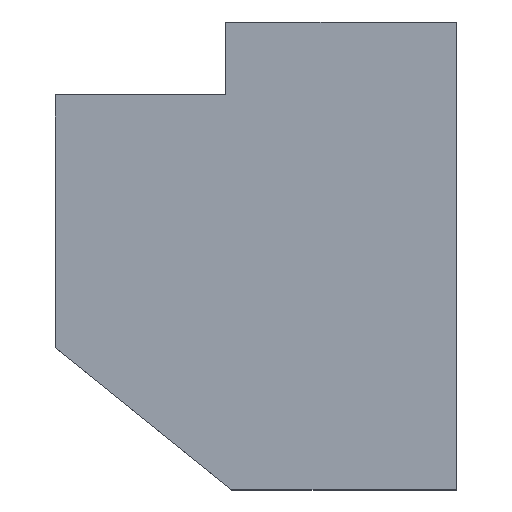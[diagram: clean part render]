
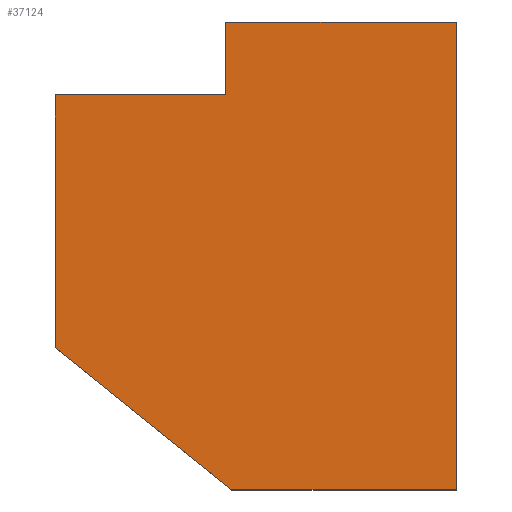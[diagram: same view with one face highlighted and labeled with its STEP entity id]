
A CAD part, top view. The second image highlights one B-rep face of the part: STEP entity #37124.
In plain terms, the highlighted planar face has unit normal (0, 0, 1).
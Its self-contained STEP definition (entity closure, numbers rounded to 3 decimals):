
#36579 = VERTEX_POINT('',#36580);
#36580 = CARTESIAN_POINT('',(85.5,-64.75,0.78));
#36587 = PLANE('',#36588);
#36588 = AXIS2_PLACEMENT_3D('',#36589,#36590,#36591);
#36589 = CARTESIAN_POINT('',(85.5,-64.75,0.));
#36590 = DIRECTION('',(0.,-1.,0.));
#36591 = DIRECTION('',(-1.,0.,0.));
#36599 = PLANE('',#36600);
#36600 = AXIS2_PLACEMENT_3D('',#36601,#36602,#36603);
#36601 = CARTESIAN_POINT('',(85.5,-45.5,0.));
#36602 = DIRECTION('',(1.,0.,-0.));
#36603 = DIRECTION('',(0.,-1.,0.));
#36611 = EDGE_CURVE('',#36579,#36612,#36614,.T.);
#36612 = VERTEX_POINT('',#36613);
#36613 = CARTESIAN_POINT('',(76.25,-64.75,0.78));
#36614 = SURFACE_CURVE('',#36615,(#36619,#36626),.PCURVE_S1.);
#36615 = LINE('',#36616,#36617);
#36616 = CARTESIAN_POINT('',(85.5,-64.75,0.78));
#36617 = VECTOR('',#36618,1.);
#36618 = DIRECTION('',(-1.,0.,0.));
#36619 = PCURVE('',#36587,#36620);
#36620 = DEFINITIONAL_REPRESENTATION('',(#36621),#36625);
#36621 = LINE('',#36622,#36623);
#36622 = CARTESIAN_POINT('',(0.,-0.78));
#36623 = VECTOR('',#36624,1.);
#36624 = DIRECTION('',(1.,0.));
#36625 = ( GEOMETRIC_REPRESENTATION_CONTEXT(2) 
PARAMETRIC_REPRESENTATION_CONTEXT() REPRESENTATION_CONTEXT('2D SPACE',''
  ) );
#36626 = PCURVE('',#36627,#36632);
#36627 = PLANE('',#36628);
#36628 = AXIS2_PLACEMENT_3D('',#36629,#36630,#36631);
#36629 = CARTESIAN_POINT('',(78.132,-54.748,0.78));
#36630 = DIRECTION('',(-0.,-0.,-1.));
#36631 = DIRECTION('',(-1.,0.,0.));
#36632 = DEFINITIONAL_REPRESENTATION('',(#36633),#36637);
#36633 = LINE('',#36634,#36635);
#36634 = CARTESIAN_POINT('',(-7.368,-10.002));
#36635 = VECTOR('',#36636,1.);
#36636 = DIRECTION('',(1.,0.));
#36637 = ( GEOMETRIC_REPRESENTATION_CONTEXT(2) 
PARAMETRIC_REPRESENTATION_CONTEXT() REPRESENTATION_CONTEXT('2D SPACE',''
  ) );
#36655 = PLANE('',#36656);
#36656 = AXIS2_PLACEMENT_3D('',#36657,#36658,#36659);
#36657 = CARTESIAN_POINT('',(76.25,-64.75,0.));
#36658 = DIRECTION('',(-0.628,-0.778,0.));
#36659 = DIRECTION('',(-0.778,0.628,0.));
#36697 = EDGE_CURVE('',#36612,#36698,#36700,.T.);
#36698 = VERTEX_POINT('',#36699);
#36699 = CARTESIAN_POINT('',(69.,-58.9,0.78));
#36700 = SURFACE_CURVE('',#36701,(#36705,#36712),.PCURVE_S1.);
#36701 = LINE('',#36702,#36703);
#36702 = CARTESIAN_POINT('',(76.25,-64.75,0.78));
#36703 = VECTOR('',#36704,1.);
#36704 = DIRECTION('',(-0.778,0.628,0.));
#36705 = PCURVE('',#36655,#36706);
#36706 = DEFINITIONAL_REPRESENTATION('',(#36707),#36711);
#36707 = LINE('',#36708,#36709);
#36708 = CARTESIAN_POINT('',(0.,-0.78));
#36709 = VECTOR('',#36710,1.);
#36710 = DIRECTION('',(1.,0.));
#36711 = ( GEOMETRIC_REPRESENTATION_CONTEXT(2) 
PARAMETRIC_REPRESENTATION_CONTEXT() REPRESENTATION_CONTEXT('2D SPACE',''
  ) );
#36712 = PCURVE('',#36627,#36713);
#36713 = DEFINITIONAL_REPRESENTATION('',(#36714),#36718);
#36714 = LINE('',#36715,#36716);
#36715 = CARTESIAN_POINT('',(1.882,-10.002));
#36716 = VECTOR('',#36717,1.);
#36717 = DIRECTION('',(0.778,0.628));
#36718 = ( GEOMETRIC_REPRESENTATION_CONTEXT(2) 
PARAMETRIC_REPRESENTATION_CONTEXT() REPRESENTATION_CONTEXT('2D SPACE',''
  ) );
#36736 = PLANE('',#36737);
#36737 = AXIS2_PLACEMENT_3D('',#36738,#36739,#36740);
#36738 = CARTESIAN_POINT('',(69.,-58.9,0.));
#36739 = DIRECTION('',(-1.,0.,0.));
#36740 = DIRECTION('',(0.,1.,0.));
#36773 = EDGE_CURVE('',#36698,#36774,#36776,.T.);
#36774 = VERTEX_POINT('',#36775);
#36775 = CARTESIAN_POINT('',(69.,-48.5,0.78));
#36776 = SURFACE_CURVE('',#36777,(#36781,#36788),.PCURVE_S1.);
#36777 = LINE('',#36778,#36779);
#36778 = CARTESIAN_POINT('',(69.,-58.9,0.78));
#36779 = VECTOR('',#36780,1.);
#36780 = DIRECTION('',(0.,1.,0.));
#36781 = PCURVE('',#36736,#36782);
#36782 = DEFINITIONAL_REPRESENTATION('',(#36783),#36787);
#36783 = LINE('',#36784,#36785);
#36784 = CARTESIAN_POINT('',(0.,-0.78));
#36785 = VECTOR('',#36786,1.);
#36786 = DIRECTION('',(1.,0.));
#36787 = ( GEOMETRIC_REPRESENTATION_CONTEXT(2) 
PARAMETRIC_REPRESENTATION_CONTEXT() REPRESENTATION_CONTEXT('2D SPACE',''
  ) );
#36788 = PCURVE('',#36627,#36789);
#36789 = DEFINITIONAL_REPRESENTATION('',(#36790),#36794);
#36790 = LINE('',#36791,#36792);
#36791 = CARTESIAN_POINT('',(9.132,-4.152));
#36792 = VECTOR('',#36793,1.);
#36793 = DIRECTION('',(0.,1.));
#36794 = ( GEOMETRIC_REPRESENTATION_CONTEXT(2) 
PARAMETRIC_REPRESENTATION_CONTEXT() REPRESENTATION_CONTEXT('2D SPACE',''
  ) );
#36812 = PLANE('',#36813);
#36813 = AXIS2_PLACEMENT_3D('',#36814,#36815,#36816);
#36814 = CARTESIAN_POINT('',(69.,-48.5,0.));
#36815 = DIRECTION('',(0.,1.,0.));
#36816 = DIRECTION('',(1.,0.,0.));
#36849 = EDGE_CURVE('',#36774,#36850,#36852,.T.);
#36850 = VERTEX_POINT('',#36851);
#36851 = CARTESIAN_POINT('',(76.,-48.5,0.78));
#36852 = SURFACE_CURVE('',#36853,(#36857,#36864),.PCURVE_S1.);
#36853 = LINE('',#36854,#36855);
#36854 = CARTESIAN_POINT('',(69.,-48.5,0.78));
#36855 = VECTOR('',#36856,1.);
#36856 = DIRECTION('',(1.,0.,0.));
#36857 = PCURVE('',#36812,#36858);
#36858 = DEFINITIONAL_REPRESENTATION('',(#36859),#36863);
#36859 = LINE('',#36860,#36861);
#36860 = CARTESIAN_POINT('',(0.,-0.78));
#36861 = VECTOR('',#36862,1.);
#36862 = DIRECTION('',(1.,0.));
#36863 = ( GEOMETRIC_REPRESENTATION_CONTEXT(2) 
PARAMETRIC_REPRESENTATION_CONTEXT() REPRESENTATION_CONTEXT('2D SPACE',''
  ) );
#36864 = PCURVE('',#36627,#36865);
#36865 = DEFINITIONAL_REPRESENTATION('',(#36866),#36870);
#36866 = LINE('',#36867,#36868);
#36867 = CARTESIAN_POINT('',(9.132,6.248));
#36868 = VECTOR('',#36869,1.);
#36869 = DIRECTION('',(-1.,0.));
#36870 = ( GEOMETRIC_REPRESENTATION_CONTEXT(2) 
PARAMETRIC_REPRESENTATION_CONTEXT() REPRESENTATION_CONTEXT('2D SPACE',''
  ) );
#36888 = PLANE('',#36889);
#36889 = AXIS2_PLACEMENT_3D('',#36890,#36891,#36892);
#36890 = CARTESIAN_POINT('',(76.,-48.5,0.));
#36891 = DIRECTION('',(-1.,0.,0.));
#36892 = DIRECTION('',(0.,1.,0.));
#36925 = EDGE_CURVE('',#36850,#36926,#36928,.T.);
#36926 = VERTEX_POINT('',#36927);
#36927 = CARTESIAN_POINT('',(76.,-45.5,0.78));
#36928 = SURFACE_CURVE('',#36929,(#36933,#36940),.PCURVE_S1.);
#36929 = LINE('',#36930,#36931);
#36930 = CARTESIAN_POINT('',(76.,-48.5,0.78));
#36931 = VECTOR('',#36932,1.);
#36932 = DIRECTION('',(0.,1.,0.));
#36933 = PCURVE('',#36888,#36934);
#36934 = DEFINITIONAL_REPRESENTATION('',(#36935),#36939);
#36935 = LINE('',#36936,#36937);
#36936 = CARTESIAN_POINT('',(0.,-0.78));
#36937 = VECTOR('',#36938,1.);
#36938 = DIRECTION('',(1.,0.));
#36939 = ( GEOMETRIC_REPRESENTATION_CONTEXT(2) 
PARAMETRIC_REPRESENTATION_CONTEXT() REPRESENTATION_CONTEXT('2D SPACE',''
  ) );
#36940 = PCURVE('',#36627,#36941);
#36941 = DEFINITIONAL_REPRESENTATION('',(#36942),#36946);
#36942 = LINE('',#36943,#36944);
#36943 = CARTESIAN_POINT('',(2.132,6.248));
#36944 = VECTOR('',#36945,1.);
#36945 = DIRECTION('',(0.,1.));
#36946 = ( GEOMETRIC_REPRESENTATION_CONTEXT(2) 
PARAMETRIC_REPRESENTATION_CONTEXT() REPRESENTATION_CONTEXT('2D SPACE',''
  ) );
#36964 = PLANE('',#36965);
#36965 = AXIS2_PLACEMENT_3D('',#36966,#36967,#36968);
#36966 = CARTESIAN_POINT('',(76.,-45.5,0.));
#36967 = DIRECTION('',(0.,1.,0.));
#36968 = DIRECTION('',(1.,0.,0.));
#37001 = EDGE_CURVE('',#36926,#37002,#37004,.T.);
#37002 = VERTEX_POINT('',#37003);
#37003 = CARTESIAN_POINT('',(85.5,-45.5,0.78));
#37004 = SURFACE_CURVE('',#37005,(#37009,#37016),.PCURVE_S1.);
#37005 = LINE('',#37006,#37007);
#37006 = CARTESIAN_POINT('',(76.,-45.5,0.78));
#37007 = VECTOR('',#37008,1.);
#37008 = DIRECTION('',(1.,0.,0.));
#37009 = PCURVE('',#36964,#37010);
#37010 = DEFINITIONAL_REPRESENTATION('',(#37011),#37015);
#37011 = LINE('',#37012,#37013);
#37012 = CARTESIAN_POINT('',(0.,-0.78));
#37013 = VECTOR('',#37014,1.);
#37014 = DIRECTION('',(1.,0.));
#37015 = ( GEOMETRIC_REPRESENTATION_CONTEXT(2) 
PARAMETRIC_REPRESENTATION_CONTEXT() REPRESENTATION_CONTEXT('2D SPACE',''
  ) );
#37016 = PCURVE('',#36627,#37017);
#37017 = DEFINITIONAL_REPRESENTATION('',(#37018),#37022);
#37018 = LINE('',#37019,#37020);
#37019 = CARTESIAN_POINT('',(2.132,9.248));
#37020 = VECTOR('',#37021,1.);
#37021 = DIRECTION('',(-1.,0.));
#37022 = ( GEOMETRIC_REPRESENTATION_CONTEXT(2) 
PARAMETRIC_REPRESENTATION_CONTEXT() REPRESENTATION_CONTEXT('2D SPACE',''
  ) );
#37072 = EDGE_CURVE('',#37002,#36579,#37073,.T.);
#37073 = SURFACE_CURVE('',#37074,(#37078,#37085),.PCURVE_S1.);
#37074 = LINE('',#37075,#37076);
#37075 = CARTESIAN_POINT('',(85.5,-45.5,0.78));
#37076 = VECTOR('',#37077,1.);
#37077 = DIRECTION('',(0.,-1.,0.));
#37078 = PCURVE('',#36599,#37079);
#37079 = DEFINITIONAL_REPRESENTATION('',(#37080),#37084);
#37080 = LINE('',#37081,#37082);
#37081 = CARTESIAN_POINT('',(0.,-0.78));
#37082 = VECTOR('',#37083,1.);
#37083 = DIRECTION('',(1.,0.));
#37084 = ( GEOMETRIC_REPRESENTATION_CONTEXT(2) 
PARAMETRIC_REPRESENTATION_CONTEXT() REPRESENTATION_CONTEXT('2D SPACE',''
  ) );
#37085 = PCURVE('',#36627,#37086);
#37086 = DEFINITIONAL_REPRESENTATION('',(#37087),#37091);
#37087 = LINE('',#37088,#37089);
#37088 = CARTESIAN_POINT('',(-7.368,9.248));
#37089 = VECTOR('',#37090,1.);
#37090 = DIRECTION('',(0.,-1.));
#37091 = ( GEOMETRIC_REPRESENTATION_CONTEXT(2) 
PARAMETRIC_REPRESENTATION_CONTEXT() REPRESENTATION_CONTEXT('2D SPACE',''
  ) );
#37124 = ADVANCED_FACE('',(#37125),#36627,.F.);
#37125 = FACE_BOUND('',#37126,.F.);
#37126 = EDGE_LOOP('',(#37127,#37128,#37129,#37130,#37131,#37132,#37133)
  );
#37127 = ORIENTED_EDGE('',*,*,#36611,.T.);
#37128 = ORIENTED_EDGE('',*,*,#36697,.T.);
#37129 = ORIENTED_EDGE('',*,*,#36773,.T.);
#37130 = ORIENTED_EDGE('',*,*,#36849,.T.);
#37131 = ORIENTED_EDGE('',*,*,#36925,.T.);
#37132 = ORIENTED_EDGE('',*,*,#37001,.T.);
#37133 = ORIENTED_EDGE('',*,*,#37072,.T.);
